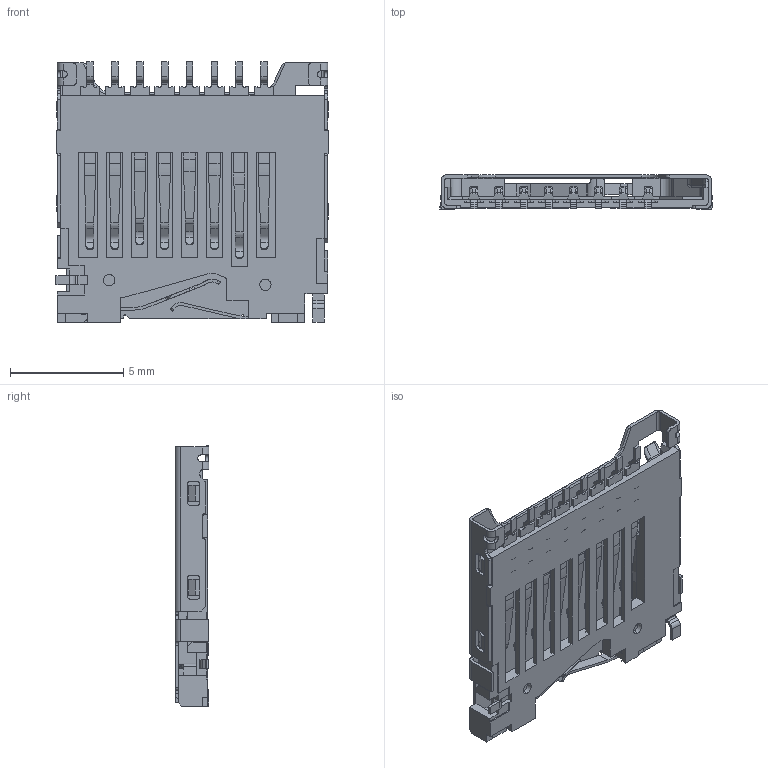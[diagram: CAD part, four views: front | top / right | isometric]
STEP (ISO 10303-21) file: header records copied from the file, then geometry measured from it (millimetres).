
FILE_DESCRIPTION (( 'STEP AP214' ), '1' );
FILE_NAME ('1140084168.STEP', '2018-12-11T22:57:12', ( '' ), ( '' ), 'SwSTEP 2.0', 'SolidWorks 2017', '' );
FILE_SCHEMA (( 'AUTOMOTIVE_DESIGN' ));
Length unit declared in the file: millimetre
Products named in the file (1): 1140084168
Bounding box: 12.02 x 1.5 x 11.5 mm (x, y, z)
Volume: 63.9 mm3; surface area: 691.6 mm2
Topology: 12 solids, 12 shells, 1554 faces, 4407 edges, 2874 vertices
Faces by surface type: plane 935, cylinder 557, bspline 60, cone 2
Entity records: 51835 total; most frequent: CARTESIAN_POINT 11035, ORIENTED_EDGE 8814, DIRECTION 8159, EDGE_CURVE 4407, LINE 3177, VECTOR 3177, VERTEX_POINT 2874, AXIS2_PLACEMENT_3D 2491
